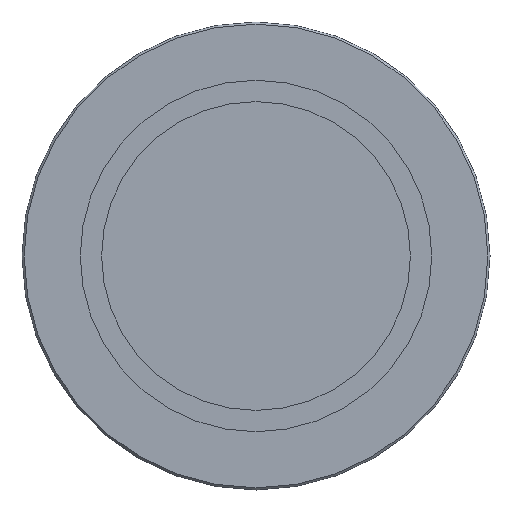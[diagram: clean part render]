
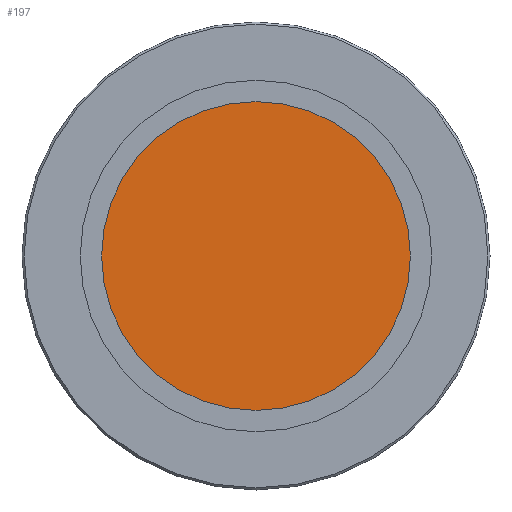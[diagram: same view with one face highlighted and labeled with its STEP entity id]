
A CAD part, front view. The second image highlights one B-rep face of the part: STEP entity #197.
In plain terms, the highlighted planar face has unit normal (0, -1, 0).
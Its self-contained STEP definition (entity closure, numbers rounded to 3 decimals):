
#48 = AXIS2_PLACEMENT_3D ( 'NONE', #54, #53, #51 ) ;
#49 = PLANE ( 'NONE',  #48 ) ;
#51 = DIRECTION ( 'NONE',  ( 0., 0., -1. ) ) ;
#53 = DIRECTION ( 'NONE',  ( 0., -1., 0. ) ) ;
#54 = CARTESIAN_POINT ( 'NONE',  ( 0., 0., 0. ) ) ;
#56 = FACE_OUTER_BOUND ( 'NONE', #192, .T. ) ;
#108 = VERTEX_POINT ( 'NONE', #277 ) ;
#115 = EDGE_CURVE ( 'NONE', #108, #117, #327, .T. ) ;
#117 = VERTEX_POINT ( 'NONE', #321 ) ;
#185 = ORIENTED_EDGE ( 'NONE', *, *, #115, .F. ) ;
#187 = EDGE_CURVE ( 'NONE', #117, #108, #206, .T. ) ;
#189 = ORIENTED_EDGE ( 'NONE', *, *, #187, .F. ) ;
#192 = EDGE_LOOP ( 'NONE', ( #185, #189 ) ) ;
#197 = ADVANCED_FACE ( 'NONE', ( #56 ), #49, .T. ) ;
#206 = CIRCLE ( 'NONE', #209, 18.15 ) ;
#207 = DIRECTION ( 'NONE',  ( 0., 1., 0. ) ) ;
#208 = DIRECTION ( 'NONE',  ( 0., 0., 1. ) ) ;
#209 = AXIS2_PLACEMENT_3D ( 'NONE', #210, #207, #208 ) ;
#210 = CARTESIAN_POINT ( 'NONE',  ( 0., 0., 0. ) ) ;
#277 = CARTESIAN_POINT ( 'NONE',  ( 0., 0., 18.15 ) ) ;
#321 = CARTESIAN_POINT ( 'NONE',  ( 0., 0., -18.15 ) ) ;
#323 = DIRECTION ( 'NONE',  ( 0., 0., 1. ) ) ;
#324 = DIRECTION ( 'NONE',  ( 0., 1., 0. ) ) ;
#325 = CARTESIAN_POINT ( 'NONE',  ( 0., 0., 0. ) ) ;
#326 = AXIS2_PLACEMENT_3D ( 'NONE', #325, #324, #323 ) ;
#327 = CIRCLE ( 'NONE', #326, 18.15 ) ;
